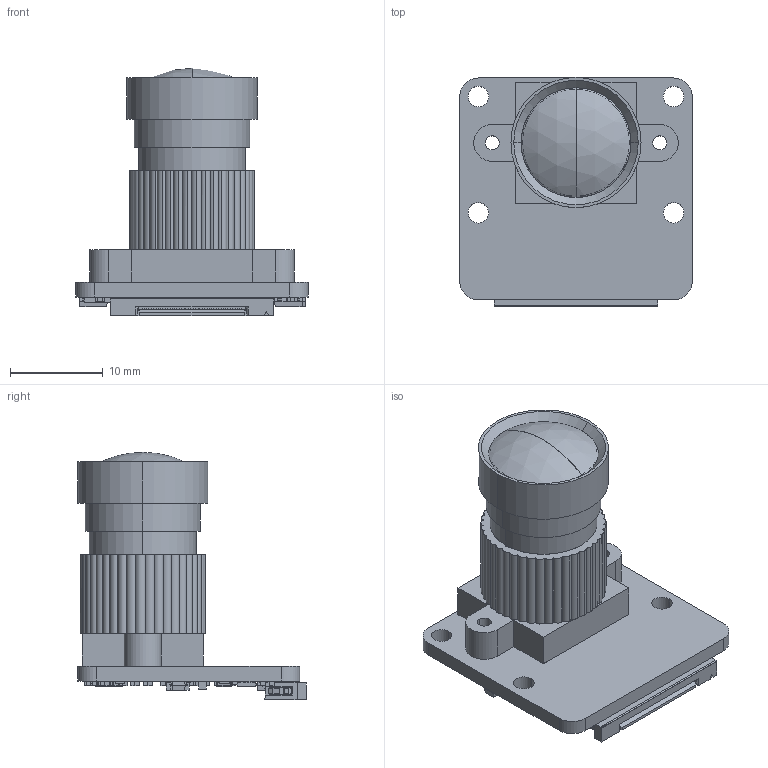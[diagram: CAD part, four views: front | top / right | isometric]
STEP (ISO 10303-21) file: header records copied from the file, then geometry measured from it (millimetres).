
FILE_DESCRIPTION (( 'STEP AP214' ), '1' );
FILE_NAME ('B0346.STEP', '2024-01-04T05:22:32', ( '' ), ( '' ), 'SwSTEP 2.0', 'SolidWorks 2021', '' );
FILE_SCHEMA (( 'AUTOMOTIVE_DESIGN' ));
Length unit declared in the file: millimetre
Products named in the file (3): B0251; UC-698(B0251); B0346
Assembly tree (2 placements, depth 2):
  B0346
    UC-698(B0251)
    B0251
Bounding box: 25 x 24.6 x 26.6 mm (x, y, z)
Volume: 2681.1 mm3; surface area: 4946.7 mm2
Topology: 172 solids, 172 shells, 2864 faces, 7164 edges, 4587 vertices
Faces by surface type: plane 2302, cylinder 437, sphere 72, bspline 37, torus 14, cone 2
Entity records: 126144 total; most frequent: CARTESIAN_POINT 25285, ORIENTED_EDGE 14192, DIRECTION 13277, EDGE_CURVE 7096, LINE 6069, VECTOR 6069, VERTEX_POINT 4587, AXIS2_PLACEMENT_3D 3604
